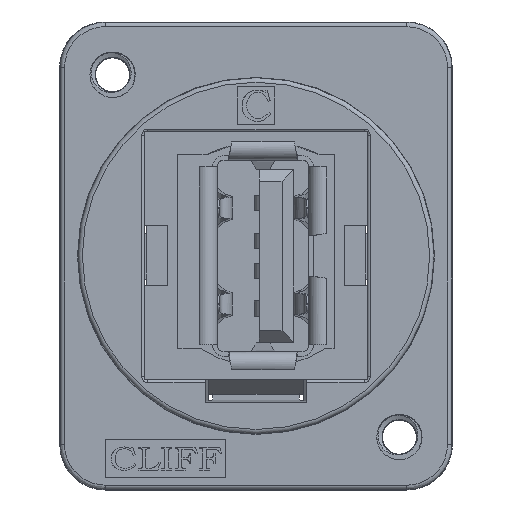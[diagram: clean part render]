
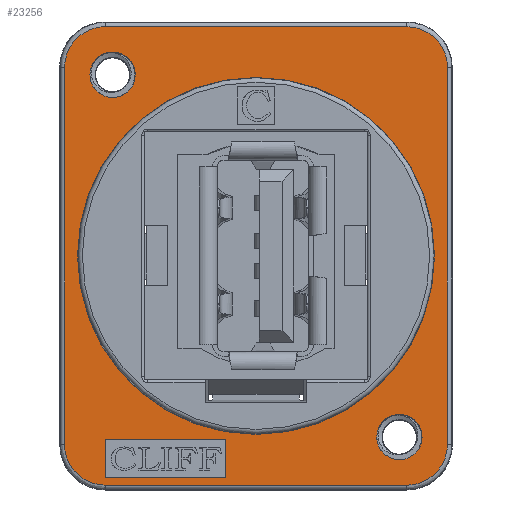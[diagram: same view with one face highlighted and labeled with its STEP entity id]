
A CAD part, top view. The second image highlights one B-rep face of the part: STEP entity #23256.
In plain terms, the highlighted planar face has unit normal (0, 0, 1).
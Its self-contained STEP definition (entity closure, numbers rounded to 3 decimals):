
#470=ELLIPSE('',#24677,2.7,2.7);
#471=ELLIPSE('',#24678,2.7,2.7);
#472=ELLIPSE('',#24679,2.7,2.7);
#473=ELLIPSE('',#24680,2.7,2.7);
#521=FACE_BOUND('',#3588,.T.);
#522=FACE_BOUND('',#3589,.T.);
#523=FACE_BOUND('',#3590,.T.);
#524=FACE_BOUND('',#3591,.T.);
#1315=PLANE('',#24676);
#2409=FACE_OUTER_BOUND('',#3587,.T.);
#3587=EDGE_LOOP('',(#20869,#20870,#20871,#20872,#20873,#20874,#20875,#20876));
#3588=EDGE_LOOP('',(#20877));
#3589=EDGE_LOOP('',(#20878));
#3590=EDGE_LOOP('',(#20879,#20880,#20881,#20882));
#3591=EDGE_LOOP('',(#20883));
#6202=LINE('',#46265,#8853);
#6206=LINE('',#46273,#8857);
#6209=LINE('',#46279,#8860);
#6212=LINE('',#46284,#8863);
#6231=LINE('',#46350,#8882);
#6232=LINE('',#46354,#8883);
#6233=LINE('',#46358,#8884);
#6234=LINE('',#46361,#8885);
#8853=VECTOR('',#29841,2.5);
#8857=VECTOR('',#29847,8.);
#8860=VECTOR('',#29852,2.5);
#8863=VECTOR('',#29857,8.);
#8882=VECTOR('',#29920,24.965);
#8883=VECTOR('',#29923,19.965);
#8884=VECTOR('',#29926,24.965);
#8885=VECTOR('',#29929,19.965);
#8990=CIRCLE('',#23381,1.5);
#8992=CIRCLE('',#23384,1.5);
#9271=CIRCLE('',#24499,11.823);
#9316=VERTEX_POINT('',#30227);
#9318=VERTEX_POINT('',#30233);
#10998=VERTEX_POINT('',#44315);
#11288=VERTEX_POINT('',#46263);
#11289=VERTEX_POINT('',#46264);
#11292=VERTEX_POINT('',#46272);
#11294=VERTEX_POINT('',#46278);
#11305=VERTEX_POINT('',#46346);
#11306=VERTEX_POINT('',#46347);
#11307=VERTEX_POINT('',#46349);
#11308=VERTEX_POINT('',#46351);
#11309=VERTEX_POINT('',#46353);
#11310=VERTEX_POINT('',#46355);
#11311=VERTEX_POINT('',#46357);
#11312=VERTEX_POINT('',#46359);
#11427=EDGE_CURVE('',#9316,#9316,#8990,.T.);
#11430=EDGE_CURVE('',#9318,#9318,#8992,.T.);
#14039=EDGE_CURVE('',#10998,#10998,#9271,.T.);
#14496=EDGE_CURVE('',#11288,#11289,#6202,.T.);
#14500=EDGE_CURVE('',#11292,#11288,#6206,.T.);
#14503=EDGE_CURVE('',#11294,#11292,#6209,.T.);
#14506=EDGE_CURVE('',#11289,#11294,#6212,.T.);
#14532=EDGE_CURVE('',#11305,#11306,#470,.T.);
#14533=EDGE_CURVE('',#11307,#11305,#6231,.T.);
#14534=EDGE_CURVE('',#11308,#11307,#471,.T.);
#14535=EDGE_CURVE('',#11309,#11308,#6232,.T.);
#14536=EDGE_CURVE('',#11310,#11309,#472,.T.);
#14537=EDGE_CURVE('',#11311,#11310,#6233,.T.);
#14538=EDGE_CURVE('',#11312,#11311,#473,.T.);
#14539=EDGE_CURVE('',#11306,#11312,#6234,.T.);
#20869=ORIENTED_EDGE('',*,*,#14532,.F.);
#20870=ORIENTED_EDGE('',*,*,#14533,.F.);
#20871=ORIENTED_EDGE('',*,*,#14534,.F.);
#20872=ORIENTED_EDGE('',*,*,#14535,.F.);
#20873=ORIENTED_EDGE('',*,*,#14536,.F.);
#20874=ORIENTED_EDGE('',*,*,#14537,.F.);
#20875=ORIENTED_EDGE('',*,*,#14538,.F.);
#20876=ORIENTED_EDGE('',*,*,#14539,.F.);
#20877=ORIENTED_EDGE('',*,*,#11427,.T.);
#20878=ORIENTED_EDGE('',*,*,#11430,.T.);
#20879=ORIENTED_EDGE('',*,*,#14496,.T.);
#20880=ORIENTED_EDGE('',*,*,#14506,.T.);
#20881=ORIENTED_EDGE('',*,*,#14503,.T.);
#20882=ORIENTED_EDGE('',*,*,#14500,.T.);
#20883=ORIENTED_EDGE('',*,*,#14039,.T.);
#23256=ADVANCED_FACE('',(#2409,#521,#522,#523,#524),#1315,.T.);
#23381=AXIS2_PLACEMENT_3D('',#30229,#24783,#24784);
#23384=AXIS2_PLACEMENT_3D('',#30235,#24790,#24791);
#24499=AXIS2_PLACEMENT_3D('',#44316,#29212,#29213);
#24676=AXIS2_PLACEMENT_3D('',#46345,#29916,#29917);
#24677=AXIS2_PLACEMENT_3D('',#46348,#29918,#29919);
#24678=AXIS2_PLACEMENT_3D('',#46352,#29921,#29922);
#24679=AXIS2_PLACEMENT_3D('',#46356,#29924,#29925);
#24680=AXIS2_PLACEMENT_3D('',#46360,#29927,#29928);
#24783=DIRECTION('center_axis',(0.,0.,
-1.));
#24784=DIRECTION('ref_axis',(-1.,0.,0.));
#24790=DIRECTION('center_axis',(0.,0.,
-1.));
#24791=DIRECTION('ref_axis',(-1.,0.,0.));
#29212=DIRECTION('center_axis',(0.,0.,
-1.));
#29213=DIRECTION('ref_axis',(-1.,0.,0.));
#29841=DIRECTION('',(0.,1.,0.));
#29847=DIRECTION('',(-1.,0.,0.));
#29852=DIRECTION('',(0.,-1.,0.));
#29857=DIRECTION('',(1.,0.,0.));
#29916=DIRECTION('center_axis',(0.,0.,
1.));
#29917=DIRECTION('ref_axis',(1.,0.,0.));
#29918=DIRECTION('center_axis',(0.,0.,
-1.));
#29919=DIRECTION('ref_axis',(-0.707,0.707,0.));
#29920=DIRECTION('',(0.,1.,0.));
#29921=DIRECTION('center_axis',(0.,0.,
-1.));
#29922=DIRECTION('ref_axis',(-0.707,-0.707,0.));
#29923=DIRECTION('',(-1.,0.,0.));
#29924=DIRECTION('center_axis',(0.,0.,
-1.));
#29925=DIRECTION('ref_axis',(0.707,-0.707,0.));
#29926=DIRECTION('',(0.,-1.,0.));
#29927=DIRECTION('center_axis',(0.,0.,
-1.));
#29928=DIRECTION('ref_axis',(0.707,0.707,0.));
#29929=DIRECTION('',(1.,0.,0.));
#30227=CARTESIAN_POINT('',(-8.,12.,0.));
#30229=CARTESIAN_POINT('Origin',(-9.5,12.,0.));
#30233=CARTESIAN_POINT('',(11.,-12.,0.));
#30235=CARTESIAN_POINT('Origin',(9.5,-12.,0.));
#44315=CARTESIAN_POINT('',(11.823,0.,0.));
#44316=CARTESIAN_POINT('Origin',(0.,0.,
0.));
#46263=CARTESIAN_POINT('',(-10.,-14.683,0.));
#46264=CARTESIAN_POINT('',(-10.,-12.183,0.));
#46265=CARTESIAN_POINT('',(-10.,-7.341,0.));
#46272=CARTESIAN_POINT('',(-2.,-14.683,0.));
#46273=CARTESIAN_POINT('',(-1.,-14.683,0.));
#46278=CARTESIAN_POINT('',(-2.,-12.183,0.));
#46279=CARTESIAN_POINT('',(-2.,-6.091,0.));
#46284=CARTESIAN_POINT('',(-5.,-12.183,0.));
#46345=CARTESIAN_POINT('Origin',(0.,0.,
0.));
#46346=CARTESIAN_POINT('',(-12.683,12.483,0.));
#46347=CARTESIAN_POINT('',(-9.983,15.183,0.));
#46348=CARTESIAN_POINT('Origin',(-9.982,12.482,0.));
#46349=CARTESIAN_POINT('',(-12.683,-12.483,0.));
#46350=CARTESIAN_POINT('',(-12.683,-7.75,0.));
#46351=CARTESIAN_POINT('',(-9.983,-15.183,0.));
#46352=CARTESIAN_POINT('Origin',(-9.982,-12.482,0.));
#46353=CARTESIAN_POINT('',(9.983,-15.183,0.));
#46354=CARTESIAN_POINT('',(6.5,-15.183,0.));
#46355=CARTESIAN_POINT('',(12.683,-12.483,0.));
#46356=CARTESIAN_POINT('Origin',(9.982,-12.482,0.));
#46357=CARTESIAN_POINT('',(12.683,12.483,0.));
#46358=CARTESIAN_POINT('',(12.683,7.75,0.));
#46359=CARTESIAN_POINT('',(9.983,15.183,0.));
#46360=CARTESIAN_POINT('Origin',(9.982,12.482,0.));
#46361=CARTESIAN_POINT('',(-6.5,15.183,0.));
